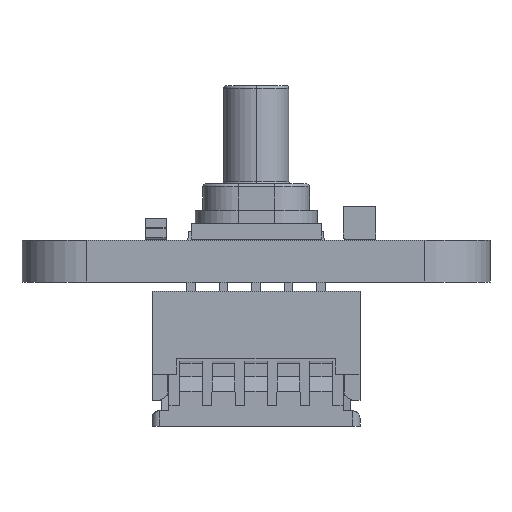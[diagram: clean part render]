
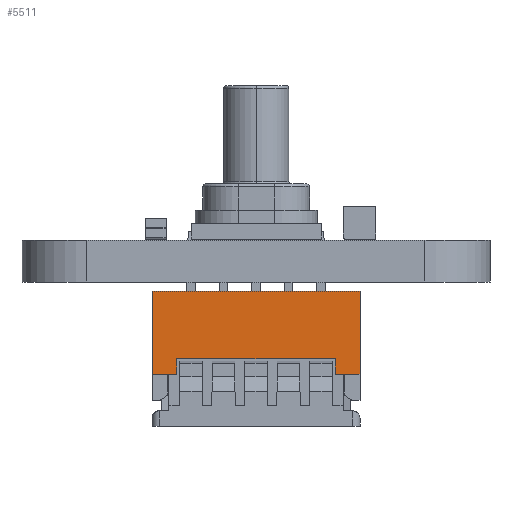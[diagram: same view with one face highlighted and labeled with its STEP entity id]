
A CAD part, front view. The second image highlights one B-rep face of the part: STEP entity #5511.
In plain terms, the highlighted face is planar.
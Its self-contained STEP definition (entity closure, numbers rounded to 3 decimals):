
#5218 = PLANE('',#5219);
#5219 = AXIS2_PLACEMENT_3D('',#5220,#5221,#5222);
#5220 = CARTESIAN_POINT('',(4.,1.,3.2));
#5221 = DIRECTION('',(-1.,0.,0.));
#5222 = DIRECTION('',(0.,-1.,0.));
#5246 = PLANE('',#5247);
#5247 = AXIS2_PLACEMENT_3D('',#5248,#5249,#5250);
#5248 = CARTESIAN_POINT('',(4.,5.2,3.2));
#5249 = DIRECTION('',(0.,-1.,0.));
#5250 = DIRECTION('',(0.,0.,-1.));
#5272 = PLANE('',#5273);
#5273 = AXIS2_PLACEMENT_3D('',#5274,#5275,#5276);
#5274 = CARTESIAN_POINT('',(-4.,5.2,3.2));
#5275 = DIRECTION('',(1.,0.,0.));
#5276 = DIRECTION('',(0.,1.,0.));
#5511 = ADVANCED_FACE('',(#5512),#5526,.T.);
#5512 = FACE_BOUND('',#5513,.T.);
#5513 = EDGE_LOOP('',(#5514,#5544,#5572,#5600,#5628,#5656,#5684,#5707));
#5514 = ORIENTED_EDGE('',*,*,#5515,.T.);
#5515 = EDGE_CURVE('',#5516,#5518,#5520,.T.);
#5516 = VERTEX_POINT('',#5517);
#5517 = CARTESIAN_POINT('',(-4.,5.2,3.2));
#5518 = VERTEX_POINT('',#5519);
#5519 = CARTESIAN_POINT('',(-4.,2.,3.2));
#5520 = SURFACE_CURVE('',#5521,(#5525,#5537),.PCURVE_S1.);
#5521 = LINE('',#5522,#5523);
#5522 = CARTESIAN_POINT('',(-4.,5.2,3.2));
#5523 = VECTOR('',#5524,1.);
#5524 = DIRECTION('',(0.,-1.,0.));
#5525 = PCURVE('',#5526,#5531);
#5526 = PLANE('',#5527);
#5527 = AXIS2_PLACEMENT_3D('',#5528,#5529,#5530);
#5528 = CARTESIAN_POINT('',(0.,0.,3.2));
#5529 = DIRECTION('',(0.,0.,1.));
#5530 = DIRECTION('',(1.,0.,-0.));
#5531 = DEFINITIONAL_REPRESENTATION('',(#5532),#5536);
#5532 = LINE('',#5533,#5534);
#5533 = CARTESIAN_POINT('',(-4.,5.2));
#5534 = VECTOR('',#5535,1.);
#5535 = DIRECTION('',(0.,-1.));
#5536 = ( GEOMETRIC_REPRESENTATION_CONTEXT(2) 
PARAMETRIC_REPRESENTATION_CONTEXT() REPRESENTATION_CONTEXT('2D SPACE',''
  ) );
#5537 = PCURVE('',#5272,#5538);
#5538 = DEFINITIONAL_REPRESENTATION('',(#5539),#5543);
#5539 = LINE('',#5540,#5541);
#5540 = CARTESIAN_POINT('',(0.,0.));
#5541 = VECTOR('',#5542,1.);
#5542 = DIRECTION('',(-1.,0.));
#5543 = ( GEOMETRIC_REPRESENTATION_CONTEXT(2) 
PARAMETRIC_REPRESENTATION_CONTEXT() REPRESENTATION_CONTEXT('2D SPACE',''
  ) );
#5544 = ORIENTED_EDGE('',*,*,#5545,.T.);
#5545 = EDGE_CURVE('',#5518,#5546,#5548,.T.);
#5546 = VERTEX_POINT('',#5547);
#5547 = CARTESIAN_POINT('',(-3.05,2.,3.2));
#5548 = SURFACE_CURVE('',#5549,(#5553,#5560),.PCURVE_S1.);
#5549 = LINE('',#5550,#5551);
#5550 = CARTESIAN_POINT('',(-4.,2.,3.2));
#5551 = VECTOR('',#5552,1.);
#5552 = DIRECTION('',(1.,0.,0.));
#5553 = PCURVE('',#5526,#5554);
#5554 = DEFINITIONAL_REPRESENTATION('',(#5555),#5559);
#5555 = LINE('',#5556,#5557);
#5556 = CARTESIAN_POINT('',(-4.,2.));
#5557 = VECTOR('',#5558,1.);
#5558 = DIRECTION('',(1.,0.));
#5559 = ( GEOMETRIC_REPRESENTATION_CONTEXT(2) 
PARAMETRIC_REPRESENTATION_CONTEXT() REPRESENTATION_CONTEXT('2D SPACE',''
  ) );
#5560 = PCURVE('',#5561,#5566);
#5561 = PLANE('',#5562);
#5562 = AXIS2_PLACEMENT_3D('',#5563,#5564,#5565);
#5563 = CARTESIAN_POINT('',(-4.,2.,2.8));
#5564 = DIRECTION('',(0.,-1.,0.));
#5565 = DIRECTION('',(1.,0.,0.));
#5566 = DEFINITIONAL_REPRESENTATION('',(#5567),#5571);
#5567 = LINE('',#5568,#5569);
#5568 = CARTESIAN_POINT('',(0.,0.4));
#5569 = VECTOR('',#5570,1.);
#5570 = DIRECTION('',(1.,0.));
#5571 = ( GEOMETRIC_REPRESENTATION_CONTEXT(2) 
PARAMETRIC_REPRESENTATION_CONTEXT() REPRESENTATION_CONTEXT('2D SPACE',''
  ) );
#5572 = ORIENTED_EDGE('',*,*,#5573,.T.);
#5573 = EDGE_CURVE('',#5546,#5574,#5576,.T.);
#5574 = VERTEX_POINT('',#5575);
#5575 = CARTESIAN_POINT('',(-3.05,2.6,3.2));
#5576 = SURFACE_CURVE('',#5577,(#5581,#5588),.PCURVE_S1.);
#5577 = LINE('',#5578,#5579);
#5578 = CARTESIAN_POINT('',(-3.05,2.,3.2));
#5579 = VECTOR('',#5580,1.);
#5580 = DIRECTION('',(0.,1.,0.));
#5581 = PCURVE('',#5526,#5582);
#5582 = DEFINITIONAL_REPRESENTATION('',(#5583),#5587);
#5583 = LINE('',#5584,#5585);
#5584 = CARTESIAN_POINT('',(-3.05,2.));
#5585 = VECTOR('',#5586,1.);
#5586 = DIRECTION('',(0.,1.));
#5587 = ( GEOMETRIC_REPRESENTATION_CONTEXT(2) 
PARAMETRIC_REPRESENTATION_CONTEXT() REPRESENTATION_CONTEXT('2D SPACE',''
  ) );
#5588 = PCURVE('',#5589,#5594);
#5589 = PLANE('',#5590);
#5590 = AXIS2_PLACEMENT_3D('',#5591,#5592,#5593);
#5591 = CARTESIAN_POINT('',(-3.05,2.,2.8));
#5592 = DIRECTION('',(1.,0.,0.));
#5593 = DIRECTION('',(0.,0.,-1.));
#5594 = DEFINITIONAL_REPRESENTATION('',(#5595),#5599);
#5595 = LINE('',#5596,#5597);
#5596 = CARTESIAN_POINT('',(-0.4,0.));
#5597 = VECTOR('',#5598,1.);
#5598 = DIRECTION('',(0.,1.));
#5599 = ( GEOMETRIC_REPRESENTATION_CONTEXT(2) 
PARAMETRIC_REPRESENTATION_CONTEXT() REPRESENTATION_CONTEXT('2D SPACE',''
  ) );
#5600 = ORIENTED_EDGE('',*,*,#5601,.T.);
#5601 = EDGE_CURVE('',#5574,#5602,#5604,.T.);
#5602 = VERTEX_POINT('',#5603);
#5603 = CARTESIAN_POINT('',(3.05,2.6,3.2));
#5604 = SURFACE_CURVE('',#5605,(#5609,#5616),.PCURVE_S1.);
#5605 = LINE('',#5606,#5607);
#5606 = CARTESIAN_POINT('',(-3.05,2.6,3.2));
#5607 = VECTOR('',#5608,1.);
#5608 = DIRECTION('',(1.,0.,0.));
#5609 = PCURVE('',#5526,#5610);
#5610 = DEFINITIONAL_REPRESENTATION('',(#5611),#5615);
#5611 = LINE('',#5612,#5613);
#5612 = CARTESIAN_POINT('',(-3.05,2.6));
#5613 = VECTOR('',#5614,1.);
#5614 = DIRECTION('',(1.,0.));
#5615 = ( GEOMETRIC_REPRESENTATION_CONTEXT(2) 
PARAMETRIC_REPRESENTATION_CONTEXT() REPRESENTATION_CONTEXT('2D SPACE',''
  ) );
#5616 = PCURVE('',#5617,#5622);
#5617 = PLANE('',#5618);
#5618 = AXIS2_PLACEMENT_3D('',#5619,#5620,#5621);
#5619 = CARTESIAN_POINT('',(-3.05,2.6,2.8));
#5620 = DIRECTION('',(0.,-1.,0.));
#5621 = DIRECTION('',(0.,0.,-1.));
#5622 = DEFINITIONAL_REPRESENTATION('',(#5623),#5627);
#5623 = LINE('',#5624,#5625);
#5624 = CARTESIAN_POINT('',(-0.4,0.));
#5625 = VECTOR('',#5626,1.);
#5626 = DIRECTION('',(0.,1.));
#5627 = ( GEOMETRIC_REPRESENTATION_CONTEXT(2) 
PARAMETRIC_REPRESENTATION_CONTEXT() REPRESENTATION_CONTEXT('2D SPACE',''
  ) );
#5628 = ORIENTED_EDGE('',*,*,#5629,.T.);
#5629 = EDGE_CURVE('',#5602,#5630,#5632,.T.);
#5630 = VERTEX_POINT('',#5631);
#5631 = CARTESIAN_POINT('',(3.05,2.,3.2));
#5632 = SURFACE_CURVE('',#5633,(#5637,#5644),.PCURVE_S1.);
#5633 = LINE('',#5634,#5635);
#5634 = CARTESIAN_POINT('',(3.05,2.6,3.2));
#5635 = VECTOR('',#5636,1.);
#5636 = DIRECTION('',(0.,-1.,0.));
#5637 = PCURVE('',#5526,#5638);
#5638 = DEFINITIONAL_REPRESENTATION('',(#5639),#5643);
#5639 = LINE('',#5640,#5641);
#5640 = CARTESIAN_POINT('',(3.05,2.6));
#5641 = VECTOR('',#5642,1.);
#5642 = DIRECTION('',(0.,-1.));
#5643 = ( GEOMETRIC_REPRESENTATION_CONTEXT(2) 
PARAMETRIC_REPRESENTATION_CONTEXT() REPRESENTATION_CONTEXT('2D SPACE',''
  ) );
#5644 = PCURVE('',#5645,#5650);
#5645 = PLANE('',#5646);
#5646 = AXIS2_PLACEMENT_3D('',#5647,#5648,#5649);
#5647 = CARTESIAN_POINT('',(3.05,2.6,2.8));
#5648 = DIRECTION('',(-1.,0.,0.));
#5649 = DIRECTION('',(0.,0.,1.));
#5650 = DEFINITIONAL_REPRESENTATION('',(#5651),#5655);
#5651 = LINE('',#5652,#5653);
#5652 = CARTESIAN_POINT('',(0.4,0.));
#5653 = VECTOR('',#5654,1.);
#5654 = DIRECTION('',(0.,-1.));
#5655 = ( GEOMETRIC_REPRESENTATION_CONTEXT(2) 
PARAMETRIC_REPRESENTATION_CONTEXT() REPRESENTATION_CONTEXT('2D SPACE',''
  ) );
#5656 = ORIENTED_EDGE('',*,*,#5657,.T.);
#5657 = EDGE_CURVE('',#5630,#5658,#5660,.T.);
#5658 = VERTEX_POINT('',#5659);
#5659 = CARTESIAN_POINT('',(4.,2.,3.2));
#5660 = SURFACE_CURVE('',#5661,(#5665,#5672),.PCURVE_S1.);
#5661 = LINE('',#5662,#5663);
#5662 = CARTESIAN_POINT('',(3.05,2.,3.2));
#5663 = VECTOR('',#5664,1.);
#5664 = DIRECTION('',(1.,0.,0.));
#5665 = PCURVE('',#5526,#5666);
#5666 = DEFINITIONAL_REPRESENTATION('',(#5667),#5671);
#5667 = LINE('',#5668,#5669);
#5668 = CARTESIAN_POINT('',(3.05,2.));
#5669 = VECTOR('',#5670,1.);
#5670 = DIRECTION('',(1.,0.));
#5671 = ( GEOMETRIC_REPRESENTATION_CONTEXT(2) 
PARAMETRIC_REPRESENTATION_CONTEXT() REPRESENTATION_CONTEXT('2D SPACE',''
  ) );
#5672 = PCURVE('',#5673,#5678);
#5673 = PLANE('',#5674);
#5674 = AXIS2_PLACEMENT_3D('',#5675,#5676,#5677);
#5675 = CARTESIAN_POINT('',(3.05,2.,2.8));
#5676 = DIRECTION('',(0.,-1.,0.));
#5677 = DIRECTION('',(1.,0.,0.));
#5678 = DEFINITIONAL_REPRESENTATION('',(#5679),#5683);
#5679 = LINE('',#5680,#5681);
#5680 = CARTESIAN_POINT('',(0.,0.4));
#5681 = VECTOR('',#5682,1.);
#5682 = DIRECTION('',(1.,0.));
#5683 = ( GEOMETRIC_REPRESENTATION_CONTEXT(2) 
PARAMETRIC_REPRESENTATION_CONTEXT() REPRESENTATION_CONTEXT('2D SPACE',''
  ) );
#5684 = ORIENTED_EDGE('',*,*,#5685,.T.);
#5685 = EDGE_CURVE('',#5658,#5686,#5688,.T.);
#5686 = VERTEX_POINT('',#5687);
#5687 = CARTESIAN_POINT('',(4.,5.2,3.2));
#5688 = SURFACE_CURVE('',#5689,(#5693,#5700),.PCURVE_S1.);
#5689 = LINE('',#5690,#5691);
#5690 = CARTESIAN_POINT('',(4.,1.,3.2));
#5691 = VECTOR('',#5692,1.);
#5692 = DIRECTION('',(0.,1.,0.));
#5693 = PCURVE('',#5526,#5694);
#5694 = DEFINITIONAL_REPRESENTATION('',(#5695),#5699);
#5695 = LINE('',#5696,#5697);
#5696 = CARTESIAN_POINT('',(4.,1.));
#5697 = VECTOR('',#5698,1.);
#5698 = DIRECTION('',(0.,1.));
#5699 = ( GEOMETRIC_REPRESENTATION_CONTEXT(2) 
PARAMETRIC_REPRESENTATION_CONTEXT() REPRESENTATION_CONTEXT('2D SPACE',''
  ) );
#5700 = PCURVE('',#5218,#5701);
#5701 = DEFINITIONAL_REPRESENTATION('',(#5702),#5706);
#5702 = LINE('',#5703,#5704);
#5703 = CARTESIAN_POINT('',(0.,0.));
#5704 = VECTOR('',#5705,1.);
#5705 = DIRECTION('',(-1.,0.));
#5706 = ( GEOMETRIC_REPRESENTATION_CONTEXT(2) 
PARAMETRIC_REPRESENTATION_CONTEXT() REPRESENTATION_CONTEXT('2D SPACE',''
  ) );
#5707 = ORIENTED_EDGE('',*,*,#5708,.T.);
#5708 = EDGE_CURVE('',#5686,#5516,#5709,.T.);
#5709 = SURFACE_CURVE('',#5710,(#5714,#5721),.PCURVE_S1.);
#5710 = LINE('',#5711,#5712);
#5711 = CARTESIAN_POINT('',(4.,5.2,3.2));
#5712 = VECTOR('',#5713,1.);
#5713 = DIRECTION('',(-1.,0.,0.));
#5714 = PCURVE('',#5526,#5715);
#5715 = DEFINITIONAL_REPRESENTATION('',(#5716),#5720);
#5716 = LINE('',#5717,#5718);
#5717 = CARTESIAN_POINT('',(4.,5.2));
#5718 = VECTOR('',#5719,1.);
#5719 = DIRECTION('',(-1.,0.));
#5720 = ( GEOMETRIC_REPRESENTATION_CONTEXT(2) 
PARAMETRIC_REPRESENTATION_CONTEXT() REPRESENTATION_CONTEXT('2D SPACE',''
  ) );
#5721 = PCURVE('',#5246,#5722);
#5722 = DEFINITIONAL_REPRESENTATION('',(#5723),#5727);
#5723 = LINE('',#5724,#5725);
#5724 = CARTESIAN_POINT('',(0.,0.));
#5725 = VECTOR('',#5726,1.);
#5726 = DIRECTION('',(0.,-1.));
#5727 = ( GEOMETRIC_REPRESENTATION_CONTEXT(2) 
PARAMETRIC_REPRESENTATION_CONTEXT() REPRESENTATION_CONTEXT('2D SPACE',''
  ) );
